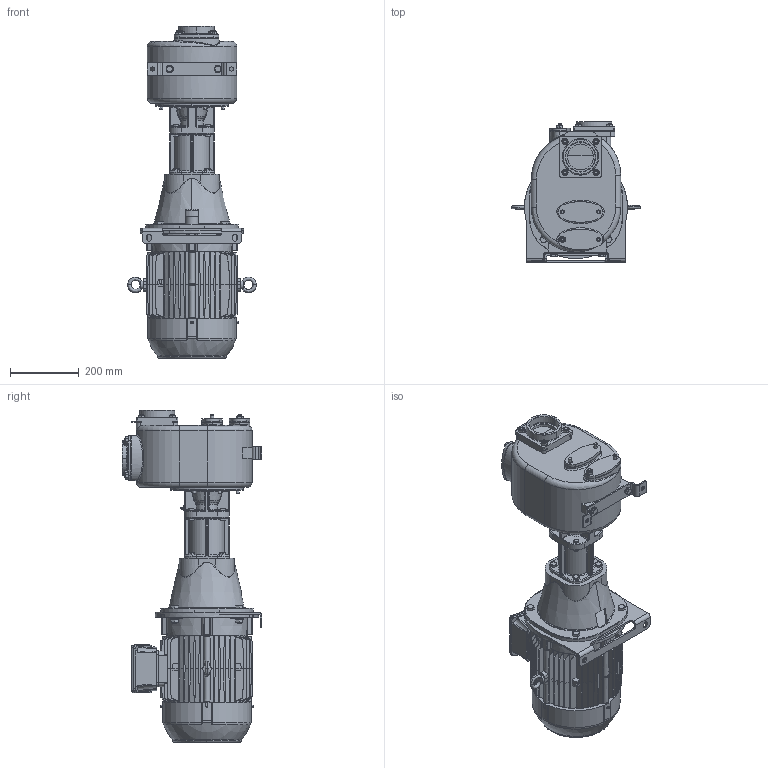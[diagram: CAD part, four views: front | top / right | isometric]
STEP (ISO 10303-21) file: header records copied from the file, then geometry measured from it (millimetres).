
FILE_DESCRIPTION((''),'2;1');
FILE_NAME('S_80_BBT52__SW0001','2016-06-17T',('Nicola'),(''),'CREO PARAMETRIC BY PTC INC, 2015290','CREO PARAMETRIC BY PTC INC, 2015290','');
FILE_SCHEMA(('CONFIG_CONTROL_DESIGN'));
Products named in the file (1): S_80_BBT52__SW0001
Bounding box: 373.96 x 407 x 965.2 mm (x, y, z)
Volume: 36545568.5 mm3; surface area: 1846032.6 mm2
Topology: 2 solids, 3 shells, 4163 faces, 10002 edges, 6283 vertices
Faces by surface type: plane 2524, cylinder 678, cone 621, bspline 184, torus 141, sphere 9, extrusion 6
Entity records: 159332 total; most frequent: CARTESIAN_POINT 64798, ORIENTED_EDGE 19984, DIRECTION 18529, EDGE_CURVE 9992, AXIS2_PLACEMENT_3D 6397, VERTEX_POINT 6283, VECTOR 5735, LINE 5729
